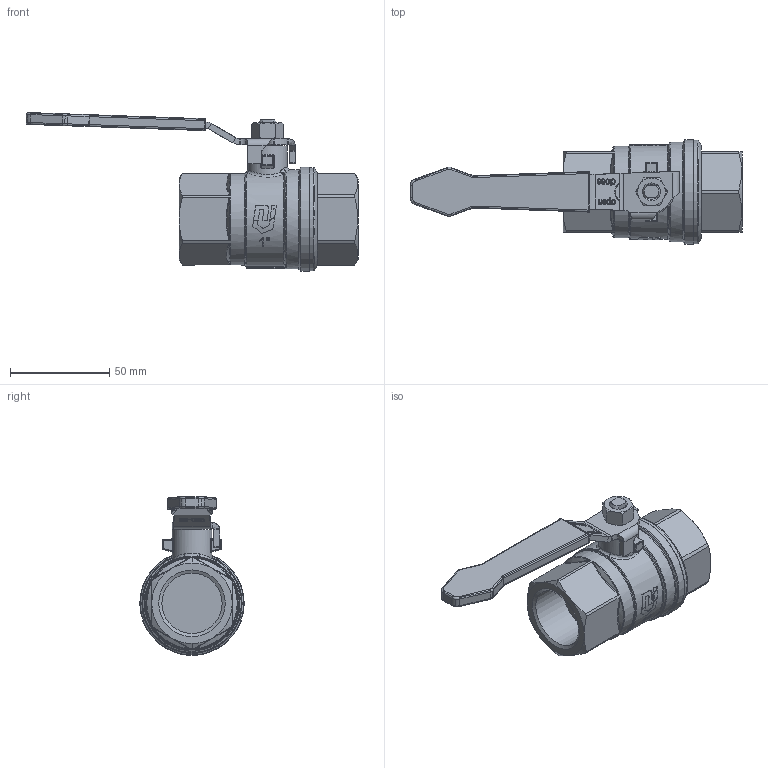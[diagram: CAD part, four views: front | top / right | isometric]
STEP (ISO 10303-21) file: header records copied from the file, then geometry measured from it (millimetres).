
FILE_DESCRIPTION(('HOOPS Exchange Step'),'2;1');
FILE_NAME('GK14_DN25.stp','2025-12-17T15:47:14+01:00',('nieru'),('Unknown organisation'),'HOOPS Exchange 2024.2','HOOPS Exchange','Unknown authorisation');
FILE_SCHEMA( ('AP203_CONFIGURATION_CONTROLLED_3D_DESIGN_OF_MECHANICAL_PARTS_AND_ASSEMBLIES_MIM_LF') );
Length unit declared in the file: millimetre
Products named in the file (2): 0; root
Assembly tree (1 placements, depth 2):
  root
    0
Bounding box: 167.03 x 52.5 x 79.96 mm (x, y, z)
Volume: 136432.9 mm3; surface area: 29167.2 mm2
Topology: 1 solids, 1 shells, 822 faces, 2186 edges, 1405 vertices
Faces by surface type: bspline 324, plane 251, cylinder 155, cone 44, torus 40, sphere 8
Full cylindrical faces by diameter (mm): 20 x1, 30.291 x2, 46 x1, 50 x1, 52 x1, 52.5 x1
Entity records: 34634 total; most frequent: CARTESIAN_POINT 16818, ORIENTED_EDGE 4352, DIRECTION 2389, EDGE_CURVE 2176, VERTEX_POINT 1405, B_SPLINE_CURVE_WITH_KNOTS 1079, AXIS2_PLACEMENT_3D 889, EDGE_LOOP 877
